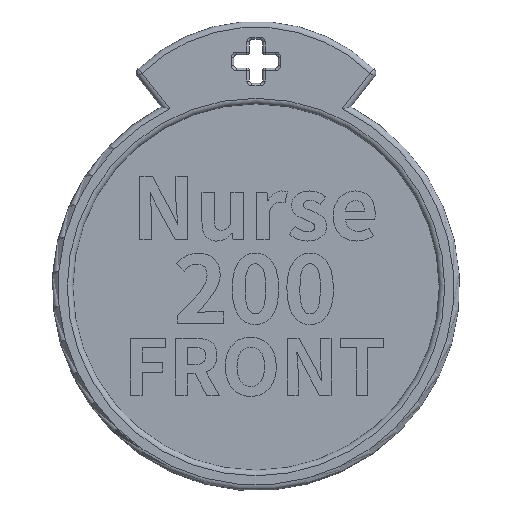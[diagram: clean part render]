
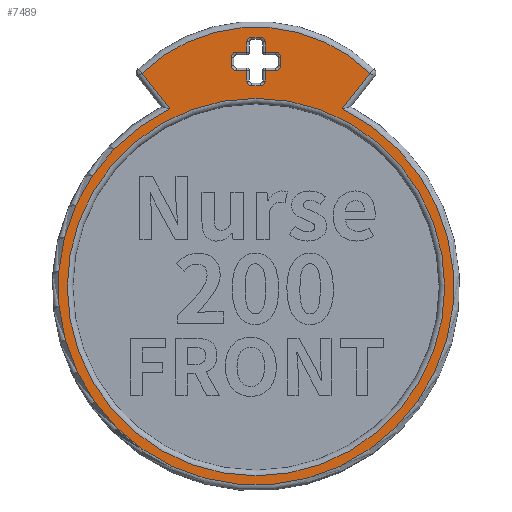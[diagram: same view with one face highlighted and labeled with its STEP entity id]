
A CAD part, front view. The second image highlights one B-rep face of the part: STEP entity #7489.
In plain terms, the highlighted planar face has unit normal (0, -1, 0).
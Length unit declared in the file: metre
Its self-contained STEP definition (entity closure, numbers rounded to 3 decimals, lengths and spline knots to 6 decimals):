
#87=CIRCLE('',#8068,0.057976);
#88=CIRCLE('',#8069,0.050454);
#89=CIRCLE('',#8070,0.06077);
#90=CIRCLE('',#8071,0.001473);
#91=CIRCLE('',#8072,0.001473);
#92=CIRCLE('',#8073,0.001473);
#93=CIRCLE('',#8074,0.001473);
#94=CIRCLE('',#8075,0.001473);
#95=CIRCLE('',#8076,0.001473);
#96=CIRCLE('',#8077,0.001473);
#97=CIRCLE('',#8078,0.001473);
#1673=ORIENTED_EDGE('',*,*,#3372,.T.);
#1674=ORIENTED_EDGE('',*,*,#3373,.T.);
#1675=ORIENTED_EDGE('',*,*,#3374,.T.);
#1676=ORIENTED_EDGE('',*,*,#3375,.T.);
#1677=ORIENTED_EDGE('',*,*,#3376,.T.);
#1678=ORIENTED_EDGE('',*,*,#3377,.F.);
#1679=ORIENTED_EDGE('',*,*,#3378,.T.);
#1680=ORIENTED_EDGE('',*,*,#3379,.F.);
#1681=ORIENTED_EDGE('',*,*,#3380,.T.);
#1682=ORIENTED_EDGE('',*,*,#3381,.T.);
#1683=ORIENTED_EDGE('',*,*,#3382,.F.);
#1684=ORIENTED_EDGE('',*,*,#3383,.T.);
#1685=ORIENTED_EDGE('',*,*,#3384,.F.);
#1686=ORIENTED_EDGE('',*,*,#3385,.T.);
#1687=ORIENTED_EDGE('',*,*,#3386,.T.);
#1688=ORIENTED_EDGE('',*,*,#3387,.F.);
#1689=ORIENTED_EDGE('',*,*,#3388,.T.);
#1690=ORIENTED_EDGE('',*,*,#3389,.F.);
#1691=ORIENTED_EDGE('',*,*,#3390,.T.);
#1692=ORIENTED_EDGE('',*,*,#3391,.T.);
#1693=ORIENTED_EDGE('',*,*,#3392,.F.);
#1694=ORIENTED_EDGE('',*,*,#3393,.T.);
#1695=ORIENTED_EDGE('',*,*,#3394,.F.);
#1696=ORIENTED_EDGE('',*,*,#3395,.T.);
#1697=ORIENTED_EDGE('',*,*,#3396,.T.);
#3372=EDGE_CURVE('',#4307,#4307,#87,.F.);
#3373=EDGE_CURVE('',#4308,#4309,#88,.T.);
#3374=EDGE_CURVE('',#4309,#4310,#5024,.F.);
#3375=EDGE_CURVE('',#4310,#4311,#89,.T.);
#3376=EDGE_CURVE('',#4311,#4308,#5025,.T.);
#3377=EDGE_CURVE('',#4312,#4313,#90,.T.);
#3378=EDGE_CURVE('',#4312,#4314,#5026,.F.);
#3379=EDGE_CURVE('',#4315,#4314,#91,.T.);
#3380=EDGE_CURVE('',#4315,#4316,#5027,.F.);
#3381=EDGE_CURVE('',#4316,#4317,#5028,.F.);
#3382=EDGE_CURVE('',#4318,#4317,#92,.T.);
#3383=EDGE_CURVE('',#4318,#4319,#5029,.F.);
#3384=EDGE_CURVE('',#4320,#4319,#93,.T.);
#3385=EDGE_CURVE('',#4320,#4321,#5030,.T.);
#3386=EDGE_CURVE('',#4321,#4322,#5031,.F.);
#3387=EDGE_CURVE('',#4323,#4322,#94,.T.);
#3388=EDGE_CURVE('',#4323,#4324,#5032,.T.);
#3389=EDGE_CURVE('',#4325,#4324,#95,.T.);
#3390=EDGE_CURVE('',#4325,#4326,#5033,.T.);
#3391=EDGE_CURVE('',#4326,#4327,#5034,.T.);
#3392=EDGE_CURVE('',#4328,#4327,#96,.T.);
#3393=EDGE_CURVE('',#4328,#4329,#5035,.T.);
#3394=EDGE_CURVE('',#4330,#4329,#97,.T.);
#3395=EDGE_CURVE('',#4330,#4331,#5036,.F.);
#3396=EDGE_CURVE('',#4331,#4313,#5037,.T.);
#4307=VERTEX_POINT('',#12095);
#4308=VERTEX_POINT('',#12097);
#4309=VERTEX_POINT('',#12098);
#4310=VERTEX_POINT('',#12100);
#4311=VERTEX_POINT('',#12102);
#4312=VERTEX_POINT('',#12105);
#4313=VERTEX_POINT('',#12106);
#4314=VERTEX_POINT('',#12108);
#4315=VERTEX_POINT('',#12110);
#4316=VERTEX_POINT('',#12112);
#4317=VERTEX_POINT('',#12114);
#4318=VERTEX_POINT('',#12116);
#4319=VERTEX_POINT('',#12118);
#4320=VERTEX_POINT('',#12120);
#4321=VERTEX_POINT('',#12122);
#4322=VERTEX_POINT('',#12124);
#4323=VERTEX_POINT('',#12126);
#4324=VERTEX_POINT('',#12128);
#4325=VERTEX_POINT('',#12130);
#4326=VERTEX_POINT('',#12132);
#4327=VERTEX_POINT('',#12134);
#4328=VERTEX_POINT('',#12136);
#4329=VERTEX_POINT('',#12138);
#4330=VERTEX_POINT('',#12140);
#4331=VERTEX_POINT('',#12142);
#5024=LINE('',#12099,#5744);
#5025=LINE('',#12103,#5745);
#5026=LINE('',#12107,#5746);
#5027=LINE('',#12111,#5747);
#5028=LINE('',#12113,#5748);
#5029=LINE('',#12117,#5749);
#5030=LINE('',#12121,#5750);
#5031=LINE('',#12123,#5751);
#5032=LINE('',#12127,#5752);
#5033=LINE('',#12131,#5753);
#5034=LINE('',#12133,#5754);
#5035=LINE('',#12137,#5755);
#5036=LINE('',#12141,#5756);
#5037=LINE('',#12143,#5757);
#5744=VECTOR('',#8985,1.);
#5745=VECTOR('',#8988,1.);
#5746=VECTOR('',#8991,1.);
#5747=VECTOR('',#8994,1.);
#5748=VECTOR('',#8995,1.);
#5749=VECTOR('',#8998,1.);
#5750=VECTOR('',#9001,1.);
#5751=VECTOR('',#9002,1.);
#5752=VECTOR('',#9005,1.);
#5753=VECTOR('',#9008,1.);
#5754=VECTOR('',#9009,1.);
#5755=VECTOR('',#9012,1.);
#5756=VECTOR('',#9015,1.);
#5757=VECTOR('',#9016,1.);
#6336=EDGE_LOOP('',(#1673));
#6337=EDGE_LOOP('',(#1674,#1675,#1676,#1677));
#6338=EDGE_LOOP('',(#1678,#1679,#1680,#1681,#1682,#1683,#1684,#1685,#1686,
#1687,#1688,#1689,#1690,#1691,#1692,#1693,#1694,#1695,#1696,#1697));
#6808=FACE_BOUND('',#6336,.T.);
#6809=FACE_BOUND('',#6337,.T.);
#6810=FACE_BOUND('',#6338,.T.);
#7186=PLANE('',#8067);
#7489=ADVANCED_FACE('',(#6808,#6809,#6810),#7186,.T.);
#8067=AXIS2_PLACEMENT_3D('',#12093,#8979,#8980);
#8068=AXIS2_PLACEMENT_3D('',#12094,#8981,#8982);
#8069=AXIS2_PLACEMENT_3D('',#12096,#8983,#8984);
#8070=AXIS2_PLACEMENT_3D('',#12101,#8986,#8987);
#8071=AXIS2_PLACEMENT_3D('',#12104,#8989,#8990);
#8072=AXIS2_PLACEMENT_3D('',#12109,#8992,#8993);
#8073=AXIS2_PLACEMENT_3D('',#12115,#8996,#8997);
#8074=AXIS2_PLACEMENT_3D('',#12119,#8999,#9000);
#8075=AXIS2_PLACEMENT_3D('',#12125,#9003,#9004);
#8076=AXIS2_PLACEMENT_3D('',#12129,#9006,#9007);
#8077=AXIS2_PLACEMENT_3D('',#12135,#9010,#9011);
#8078=AXIS2_PLACEMENT_3D('',#12139,#9013,#9014);
#8979=DIRECTION('',(0.,-1.,0.));
#8980=DIRECTION('',(1.,0.,0.));
#8981=DIRECTION('',(0.,-1.,0.));
#8982=DIRECTION('',(0.,0.,-1.));
#8983=DIRECTION('',(0.,-1.,0.));
#8984=DIRECTION('',(0.,0.,-1.));
#8985=DIRECTION('',(-0.616,0.,0.787));
#8986=DIRECTION('',(0.,-1.,0.));
#8987=DIRECTION('',(0.,0.,-1.));
#8988=DIRECTION('',(0.616,0.,0.787));
#8989=DIRECTION('',(0.,-1.,0.));
#8990=DIRECTION('',(0.,0.,-1.));
#8991=DIRECTION('',(1.,0.,0.));
#8992=DIRECTION('',(0.,-1.,0.));
#8993=DIRECTION('',(0.,0.,-1.));
#8994=DIRECTION('',(0.,0.,-1.));
#8995=DIRECTION('',(1.,0.,0.));
#8996=DIRECTION('',(0.,-1.,0.));
#8997=DIRECTION('',(0.,0.,-1.));
#8998=DIRECTION('',(0.,0.,-1.));
#8999=DIRECTION('',(0.,-1.,0.));
#9000=DIRECTION('',(0.,0.,-1.));
#9001=DIRECTION('',(1.,0.,0.));
#9002=DIRECTION('',(0.,0.,-1.));
#9003=DIRECTION('',(0.,-1.,0.));
#9004=DIRECTION('',(0.,0.,-1.));
#9005=DIRECTION('',(1.,0.,0.));
#9006=DIRECTION('',(0.,-1.,0.));
#9007=DIRECTION('',(0.,0.,-1.));
#9008=DIRECTION('',(0.,0.,-1.));
#9009=DIRECTION('',(1.,0.,0.));
#9010=DIRECTION('',(0.,-1.,0.));
#9011=DIRECTION('',(0.,0.,-1.));
#9012=DIRECTION('',(0.,0.,-1.));
#9013=DIRECTION('',(0.,-1.,0.));
#9014=DIRECTION('',(0.,0.,-1.));
#9015=DIRECTION('',(1.,0.,0.));
#9016=DIRECTION('',(0.,0.,-1.));
#12093=CARTESIAN_POINT('',(0.051582,-0.00635,-0.088113));
#12094=CARTESIAN_POINT('',(0.038117,-0.00635,-0.113678));
#12095=CARTESIAN_POINT('',(0.038117,-0.00635,-0.171655));
#12096=CARTESIAN_POINT('',(0.038117,-0.00635,-0.084311));
#12097=CARTESIAN_POINT('',(0.073124,-0.00635,-0.047979));
#12098=CARTESIAN_POINT('',(0.003109,-0.00635,-0.047979));
#12099=CARTESIAN_POINT('',(0.041004,-0.00635,-0.096393));
#12100=CARTESIAN_POINT('',(0.011697,-0.00635,-0.058951));
#12101=CARTESIAN_POINT('',(0.038117,-0.00635,-0.113678));
#12102=CARTESIAN_POINT('',(0.064536,-0.00635,-0.058951));
#12103=CARTESIAN_POINT('',(0.074098,-0.00635,-0.046735));
#12104=CARTESIAN_POINT('',(0.039444,-0.00635,-0.050393));
#12105=CARTESIAN_POINT('',(0.039444,-0.00635,-0.051866));
#12106=CARTESIAN_POINT('',(0.040917,-0.00635,-0.050393));
#12107=CARTESIAN_POINT('',(0.051582,-0.00635,-0.051866));
#12108=CARTESIAN_POINT('',(0.036808,-0.00635,-0.051866));
#12109=CARTESIAN_POINT('',(0.036808,-0.00635,-0.050393));
#12110=CARTESIAN_POINT('',(0.035335,-0.00635,-0.050393));
#12111=CARTESIAN_POINT('',(0.035335,-0.00635,-0.088113));
#12112=CARTESIAN_POINT('',(0.035335,-0.00635,-0.047183));
#12113=CARTESIAN_POINT('',(0.051582,-0.00635,-0.047183));
#12114=CARTESIAN_POINT('',(0.032092,-0.00635,-0.047183));
#12115=CARTESIAN_POINT('',(0.032092,-0.00635,-0.04571));
#12116=CARTESIAN_POINT('',(0.030619,-0.00635,-0.04571));
#12117=CARTESIAN_POINT('',(0.030619,-0.00635,-0.088113));
#12118=CARTESIAN_POINT('',(0.030619,-0.00635,-0.043061));
#12119=CARTESIAN_POINT('',(0.032092,-0.00635,-0.043061));
#12120=CARTESIAN_POINT('',(0.032092,-0.00635,-0.041588));
#12121=CARTESIAN_POINT('',(0.036072,-0.00635,-0.041588));
#12122=CARTESIAN_POINT('',(0.035335,-0.00635,-0.041588));
#12123=CARTESIAN_POINT('',(0.035335,-0.00635,-0.088113));
#12124=CARTESIAN_POINT('',(0.035335,-0.00635,-0.038362));
#12125=CARTESIAN_POINT('',(0.036808,-0.00635,-0.038362));
#12126=CARTESIAN_POINT('',(0.036808,-0.00635,-0.036889));
#12127=CARTESIAN_POINT('',(0.04018,-0.00635,-0.036889));
#12128=CARTESIAN_POINT('',(0.039444,-0.00635,-0.036889));
#12129=CARTESIAN_POINT('',(0.039444,-0.00635,-0.038362));
#12130=CARTESIAN_POINT('',(0.040917,-0.00635,-0.038362));
#12131=CARTESIAN_POINT('',(0.040917,-0.00635,-0.042324));
#12132=CARTESIAN_POINT('',(0.040917,-0.00635,-0.041588));
#12133=CARTESIAN_POINT('',(0.04489,-0.00635,-0.041588));
#12134=CARTESIAN_POINT('',(0.044153,-0.00635,-0.041588));
#12135=CARTESIAN_POINT('',(0.044153,-0.00635,-0.043061));
#12136=CARTESIAN_POINT('',(0.045626,-0.00635,-0.043061));
#12137=CARTESIAN_POINT('',(0.045626,-0.00635,-0.046447));
#12138=CARTESIAN_POINT('',(0.045626,-0.00635,-0.04571));
#12139=CARTESIAN_POINT('',(0.044153,-0.00635,-0.04571));
#12140=CARTESIAN_POINT('',(0.044153,-0.00635,-0.047183));
#12141=CARTESIAN_POINT('',(0.051582,-0.00635,-0.047183));
#12142=CARTESIAN_POINT('',(0.040917,-0.00635,-0.047183));
#12143=CARTESIAN_POINT('',(0.040917,-0.00635,-0.05113));
